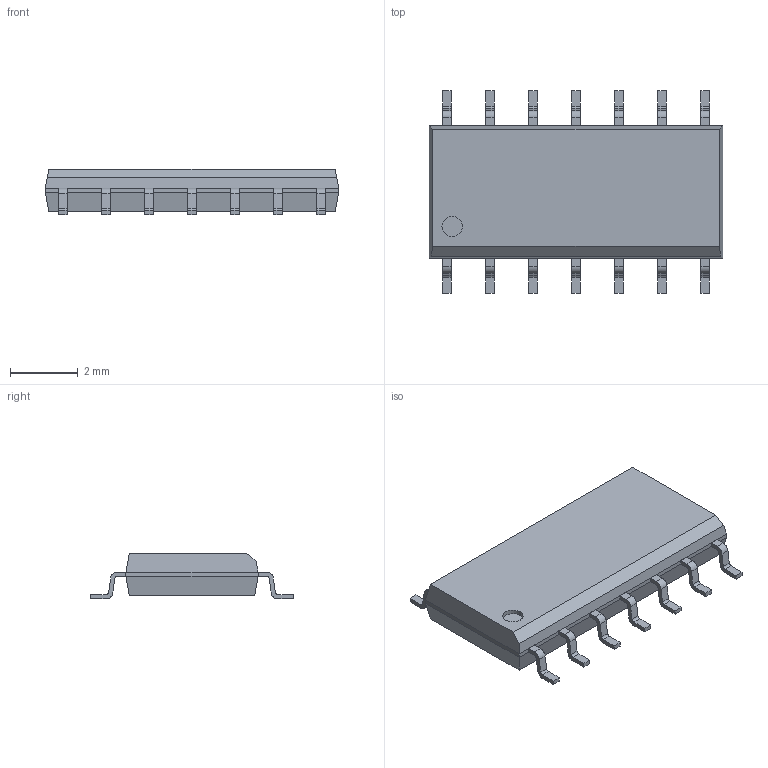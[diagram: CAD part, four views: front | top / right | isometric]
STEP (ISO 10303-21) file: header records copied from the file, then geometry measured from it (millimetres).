
FILE_DESCRIPTION(/* description */ (''),/* implementation_level */ '2;1');
FILE_NAME(/* name */ 'SOIC_14p_39',/* time_stamp */ '2022-09-04T19:09:59-04:00',/* author */ (''),/* organization */ (''),/* preprocessor_version */ 'ST-DEVELOPER v16.5',/* originating_system */ 'Rhino 7.19',/* authorisation */ '');
FILE_SCHEMA (('AUTOMOTIVE_DESIGN'));
Length unit declared in the file: millimetre
Products named in the file (1): Document
Bounding box: 8.65 x 5.98 x 1.35 mm (x, y, z)
Volume: 41.3 mm3; surface area: 112.6 mm2
Topology: 17 solids, 17 shells, 242 faces, 614 edges, 407 vertices
Faces by surface type: plane 176, cylinder 66
Entity records: 6381 total; most frequent: CARTESIAN_POINT 2046, ORIENTED_EDGE 1226, EDGE_CURVE 613, B_SPLINE_CURVE_WITH_KNOTS 415, VERTEX_POINT 406, DIRECTION 248, AXIS2_PLACEMENT_3D 245, EDGE_LOOP 243
